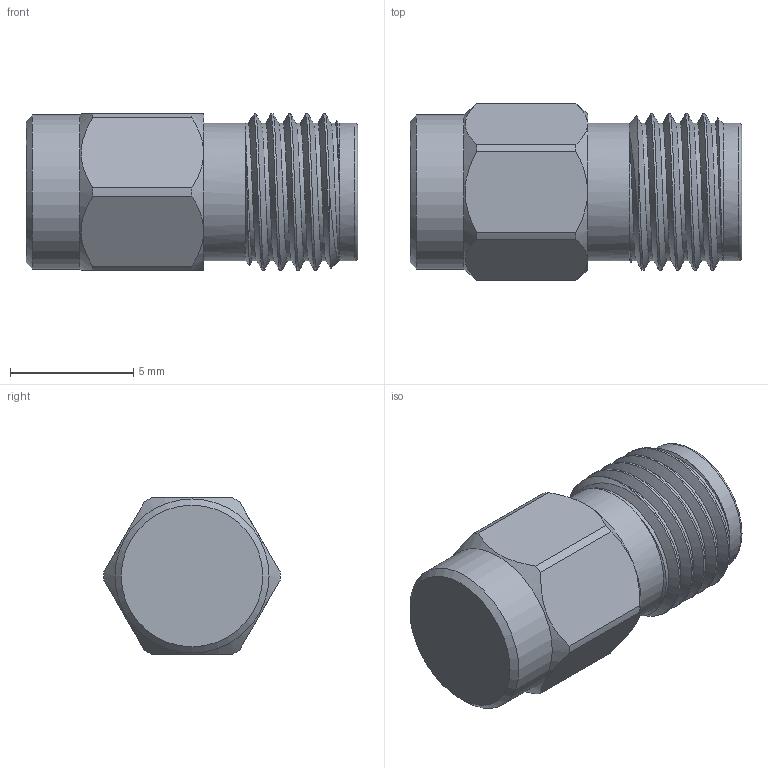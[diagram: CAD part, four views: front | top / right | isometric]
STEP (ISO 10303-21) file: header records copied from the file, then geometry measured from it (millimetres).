
FILE_DESCRIPTION (( 'STEP AP203' ), '1' );
FILE_NAME ('PE6120_3D.step', '2021-10-26T19:46:29', ( '' ), ( '' ), 'SwSTEP 2.0', 'SolidWorks 2021', '' );
FILE_SCHEMA (( 'CONFIG_CONTROL_DESIGN' ));
Length unit declared in the file: inch
Products named in the file (1): PE6120_3D
Bounding box: 13.46 x 7.15 x 6.35 mm (x, y, z)
Volume: 251.1 mm3; surface area: 514.7 mm2
Topology: 1 solids, 1 shells, 38 faces, 86 edges, 53 vertices
Faces by surface type: cylinder 12, plane 11, cone 11, bspline 3, torus 1
Full cylindrical faces by diameter (mm): 4.064 x1, 4.572 x1, 5.582 x2, 6.248 x1
Entity records: 3016 total; most frequent: CARTESIAN_POINT 2191, ORIENTED_EDGE 148, DIRECTION 146, EDGE_CURVE 74, AXIS2_PLACEMENT_3D 67, EDGE_LOOP 50, VERTEX_POINT 50, FACE_OUTER_BOUND 44
